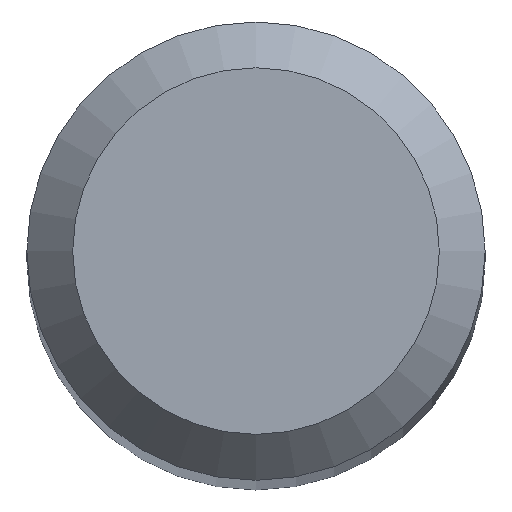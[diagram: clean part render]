
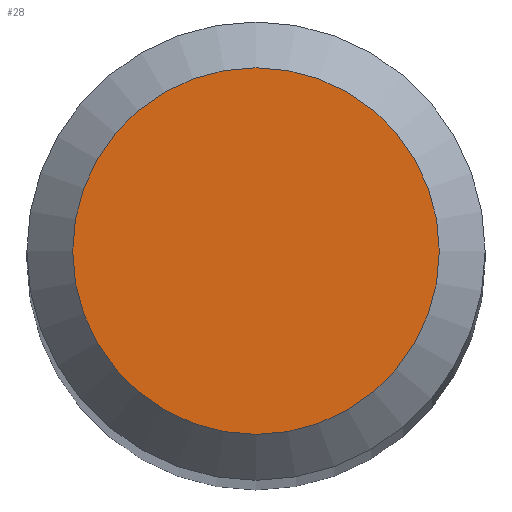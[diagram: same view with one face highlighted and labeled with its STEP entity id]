
A CAD part, top view. The second image highlights one B-rep face of the part: STEP entity #28.
In plain terms, the highlighted planar face has unit normal (0, 0, 1).
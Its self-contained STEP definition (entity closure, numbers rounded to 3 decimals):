
#5 = VERTEX_POINT ( 'NONE', #176 ) ;
#28 = ADVANCED_FACE ( 'NONE', ( #94 ), #99, .F. ) ;
#32 = DIRECTION ( 'NONE',  ( 0., 0., -1. ) ) ;
#49 = ORIENTED_EDGE ( 'NONE', *, *, #146, .F. ) ;
#58 = AXIS2_PLACEMENT_3D ( 'NONE', #159, #32, #144 ) ;
#82 = EDGE_LOOP ( 'NONE', ( #49 ) ) ;
#93 = DIRECTION ( 'NONE',  ( 0., 0., -1. ) ) ;
#94 = FACE_OUTER_BOUND ( 'NONE', #82, .T. ) ;
#99 = PLANE ( 'NONE',  #58 ) ;
#102 = CIRCLE ( 'NONE', #110, 1.2 ) ;
#110 = AXIS2_PLACEMENT_3D ( 'NONE', #124, #93, #154 ) ;
#124 = CARTESIAN_POINT ( 'NONE',  ( 0., 0., 38. ) ) ;
#144 = DIRECTION ( 'NONE',  ( 0., 1., 0. ) ) ;
#146 = EDGE_CURVE ( 'NONE', #5, #5, #102, .T. ) ;
#154 = DIRECTION ( 'NONE',  ( 0., 1., 0. ) ) ;
#159 = CARTESIAN_POINT ( 'NONE',  ( 0., 0., 38. ) ) ;
#176 = CARTESIAN_POINT ( 'NONE',  ( 0., 1.2, 38. ) ) ;
